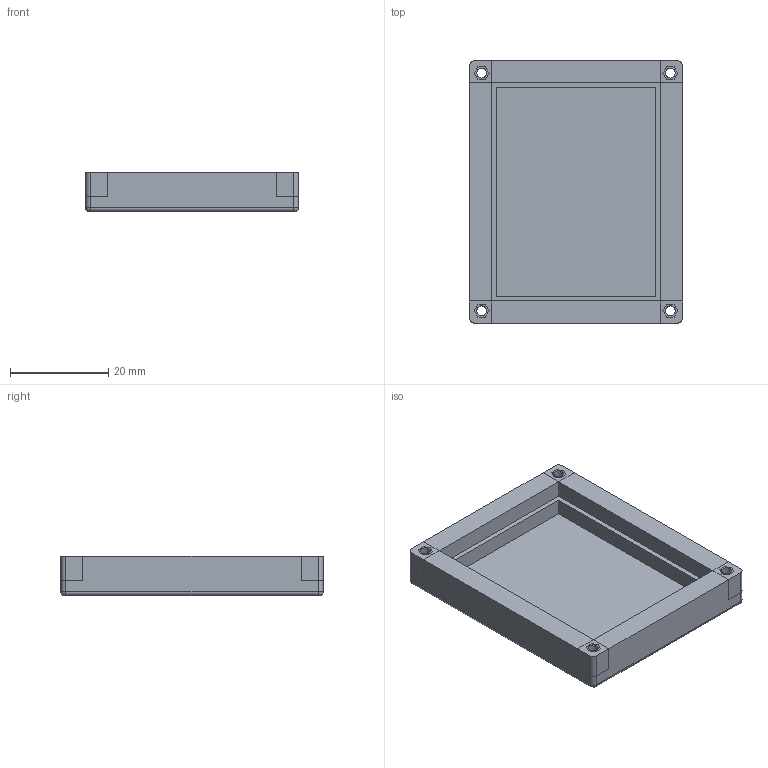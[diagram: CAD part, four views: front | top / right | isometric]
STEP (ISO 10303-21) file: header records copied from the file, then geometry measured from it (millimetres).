
FILE_DESCRIPTION(('FreeCAD Model'),'2;1');
FILE_NAME( 'lower_plate.step', '2020-11-03T12:53:46',('Author'),(''), 'Open CASCADE STEP processor 7.4','FreeCAD','Unknown');
FILE_SCHEMA(('AUTOMOTIVE_DESIGN { 1 0 10303 214 1 1 1 1 }'));
Length unit declared in the file: millimetre
Products named in the file (1): lower_plate_complete_w_side_fillet
Bounding box: 43.5 x 53.5 x 8 mm (x, y, z)
Volume: 8231.9 mm3; surface area: 7416.2 mm2
Topology: 1 solids, 1 shells, 83 faces, 216 edges, 144 vertices
Faces by surface type: plane 63, cylinder 16, revolution 4
Full cylindrical faces by diameter (mm): 2 x4
Entity records: 5357 total; most frequent: CARTESIAN_POINT 1056, DIRECTION 754, LINE 520, VECTOR 520, ORIENTED_EDGE 432, PCURVE 432, DEFINITIONAL_REPRESENTATION 432, EDGE_CURVE 216
